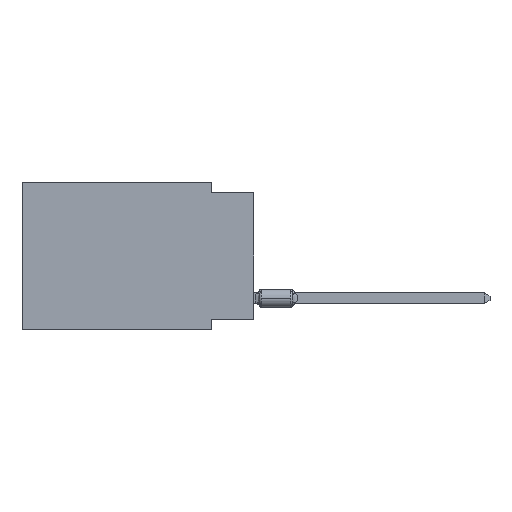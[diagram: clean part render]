
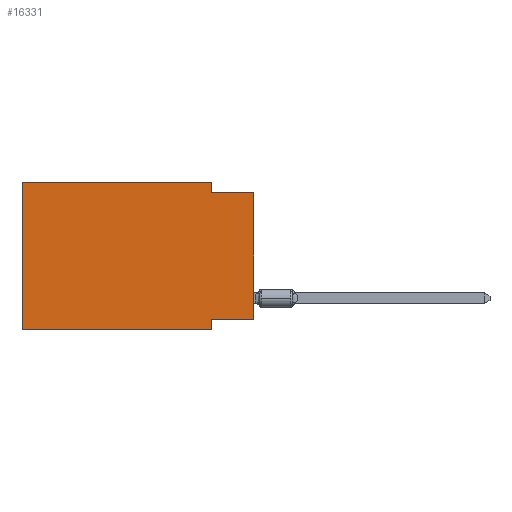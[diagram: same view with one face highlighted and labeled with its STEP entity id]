
A CAD part, left-side view. The second image highlights one B-rep face of the part: STEP entity #16331.
In plain terms, the highlighted planar face has unit normal (-1, 0, 0).
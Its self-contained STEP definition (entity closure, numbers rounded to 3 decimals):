
#457 = VERTEX_POINT ( 'NONE', #15219 ) ;
#915 = EDGE_CURVE ( 'NONE', #15246, #17713, #14061, .T. ) ;
#1196 = EDGE_CURVE ( 'NONE', #457, #17713, #9010, .T. ) ;
#1312 = ORIENTED_EDGE ( 'NONE', *, *, #915, .T. ) ;
#1381 = DIRECTION ( 'NONE',  ( 0., -1., 0. ) ) ;
#2446 = VERTEX_POINT ( 'NONE', #20686 ) ;
#2947 = CARTESIAN_POINT ( 'NONE',  ( 0., 13.97, 0. ) ) ;
#3177 = LINE ( 'NONE', #19540, #26273 ) ;
#3425 = CARTESIAN_POINT ( 'NONE',  ( 0., 13.97, -8.89 ) ) ;
#3918 = EDGE_LOOP ( 'NONE', ( #1312, #20867, #23449, #22825, #23575, #15074, #4921, #10063 ) ) ;
#4048 = VECTOR ( 'NONE', #21857, 1000. ) ;
#4199 = EDGE_CURVE ( 'NONE', #21667, #2446, #12016, .T. ) ;
#4353 = CARTESIAN_POINT ( 'NONE',  ( 0., 0., -8.255 ) ) ;
#4921 = ORIENTED_EDGE ( 'NONE', *, *, #13803, .F. ) ;
#5128 = DIRECTION ( 'NONE',  ( 0., 1., 0. ) ) ;
#5176 = VECTOR ( 'NONE', #5128, 1000. ) ;
#5580 = EDGE_CURVE ( 'NONE', #21667, #6140, #20048, .T. ) ;
#6140 = VERTEX_POINT ( 'NONE', #22589 ) ;
#6713 = AXIS2_PLACEMENT_3D ( 'NONE', #18032, #26318, #20462 ) ;
#7929 = DIRECTION ( 'NONE',  ( 0., 0., 1. ) ) ;
#8589 = CARTESIAN_POINT ( 'NONE',  ( 0., 2.54, -8.89 ) ) ;
#8647 = CARTESIAN_POINT ( 'NONE',  ( 0., 2.54, -8.255 ) ) ;
#9010 = LINE ( 'NONE', #19620, #15970 ) ;
#10063 = ORIENTED_EDGE ( 'NONE', *, *, #21715, .F. ) ;
#10629 = VERTEX_POINT ( 'NONE', #25875 ) ;
#11312 = DIRECTION ( 'NONE',  ( 0., -1., 0. ) ) ;
#11659 = LINE ( 'NONE', #19704, #5176 ) ;
#11755 = FACE_OUTER_BOUND ( 'NONE', #3918, .T. ) ;
#12016 = LINE ( 'NONE', #3425, #21793 ) ;
#12670 = LINE ( 'NONE', #8589, #20085 ) ;
#13502 = CARTESIAN_POINT ( 'NONE',  ( 0., 0., -0.635 ) ) ;
#13803 = EDGE_CURVE ( 'NONE', #14846, #2446, #12670, .T. ) ;
#14061 = LINE ( 'NONE', #18020, #17333 ) ;
#14641 = EDGE_CURVE ( 'NONE', #6140, #10629, #19827, .T. ) ;
#14846 = VERTEX_POINT ( 'NONE', #8647 ) ;
#15074 = ORIENTED_EDGE ( 'NONE', *, *, #4199, .T. ) ;
#15219 = CARTESIAN_POINT ( 'NONE',  ( 0., 2.54, -0.635 ) ) ;
#15246 = VERTEX_POINT ( 'NONE', #4353 ) ;
#15970 = VECTOR ( 'NONE', #11312, 1000. ) ;
#16019 = CARTESIAN_POINT ( 'NONE',  ( 0., 13.97, -8.89 ) ) ;
#16204 = EDGE_CURVE ( 'NONE', #10629, #457, #3177, .T. ) ;
#16245 = CARTESIAN_POINT ( 'NONE',  ( 0., 13.97, 0. ) ) ;
#16331 = ADVANCED_FACE ( 'NONE', ( #11755 ), #20060, .F. ) ;
#17333 = VECTOR ( 'NONE', #7929, 1000. ) ;
#17713 = VERTEX_POINT ( 'NONE', #13502 ) ;
#18020 = CARTESIAN_POINT ( 'NONE',  ( 0., 0., 0. ) ) ;
#18032 = CARTESIAN_POINT ( 'NONE',  ( 0., 13.97, 0. ) ) ;
#18398 = VECTOR ( 'NONE', #26305, 1000. ) ;
#19540 = CARTESIAN_POINT ( 'NONE',  ( 0., 2.54, 0. ) ) ;
#19620 = CARTESIAN_POINT ( 'NONE',  ( 0., 0., -0.635 ) ) ;
#19704 = CARTESIAN_POINT ( 'NONE',  ( 0., 0., -8.255 ) ) ;
#19827 = LINE ( 'NONE', #2947, #4048 ) ;
#20048 = LINE ( 'NONE', #16245, #18398 ) ;
#20060 = PLANE ( 'NONE',  #6713 ) ;
#20085 = VECTOR ( 'NONE', #25177, 1000. ) ;
#20462 = DIRECTION ( 'NONE',  ( 0., 0., -1. ) ) ;
#20686 = CARTESIAN_POINT ( 'NONE',  ( 0., 2.54, -8.89 ) ) ;
#20867 = ORIENTED_EDGE ( 'NONE', *, *, #1196, .F. ) ;
#21667 = VERTEX_POINT ( 'NONE', #16019 ) ;
#21715 = EDGE_CURVE ( 'NONE', #15246, #14846, #11659, .T. ) ;
#21793 = VECTOR ( 'NONE', #1381, 1000. ) ;
#21857 = DIRECTION ( 'NONE',  ( 0., -1., 0. ) ) ;
#22589 = CARTESIAN_POINT ( 'NONE',  ( 0., 13.97, 0. ) ) ;
#22825 = ORIENTED_EDGE ( 'NONE', *, *, #14641, .F. ) ;
#23449 = ORIENTED_EDGE ( 'NONE', *, *, #16204, .F. ) ;
#23575 = ORIENTED_EDGE ( 'NONE', *, *, #5580, .F. ) ;
#23992 = DIRECTION ( 'NONE',  ( 0., 0., -1. ) ) ;
#25177 = DIRECTION ( 'NONE',  ( 0., 0., -1. ) ) ;
#25875 = CARTESIAN_POINT ( 'NONE',  ( 0., 2.54, 0. ) ) ;
#26273 = VECTOR ( 'NONE', #23992, 1000. ) ;
#26305 = DIRECTION ( 'NONE',  ( 0., 0., 1. ) ) ;
#26318 = DIRECTION ( 'NONE',  ( 1., 0., 0. ) ) ;
